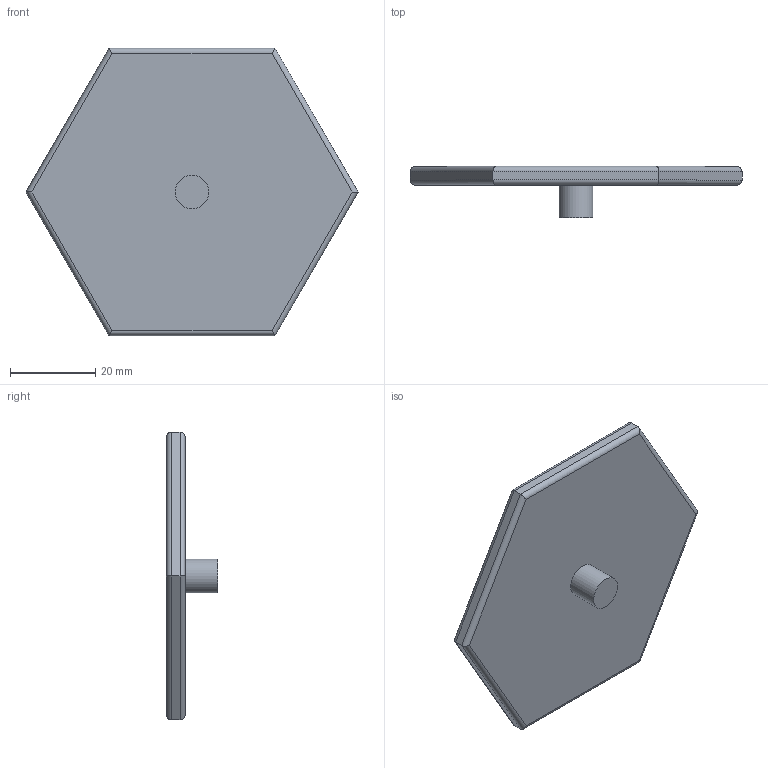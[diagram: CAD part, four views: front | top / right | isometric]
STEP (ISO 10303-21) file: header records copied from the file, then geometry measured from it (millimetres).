
FILE_DESCRIPTION(/* description */ (''),/* implementation_level */ '2;1');
FILE_NAME(/* name */ 'Tensile_test_OV-PAM_n_6_bottom.stp',/* time_stamp */ '2023-09-04T14:20:01+09:00',/* author */ ('jsw'),/* organization */ (''),/* preprocessor_version */ 'ST-DEVELOPER v19.2',/* originating_system */ 'Autodesk Inventor 2024',/* authorisation */ '');
FILE_SCHEMA (('AUTOMOTIVE_DESIGN { 1 0 10303 214 3 1 1 }'));
Length unit declared in the file: millimetre
Products named in the file (1): OV-PAM_n_6_bottom
Bounding box: 77.94 x 12.02 x 67.5 mm (x, y, z)
Volume: 15188.7 mm3; surface area: 9261.2 mm2
Topology: 1 solids, 1 shells, 36 faces, 81 edges, 50 vertices
Faces by surface type: plane 23, cylinder 13
Full cylindrical faces by diameter (mm): 7.938 x1
Entity records: 1026 total; most frequent: DIRECTION 169, CARTESIAN_POINT 168, ORIENTED_EDGE 162, EDGE_CURVE 81, LINE 67, VECTOR 67, AXIS2_PLACEMENT_3D 51, VERTEX_POINT 50
